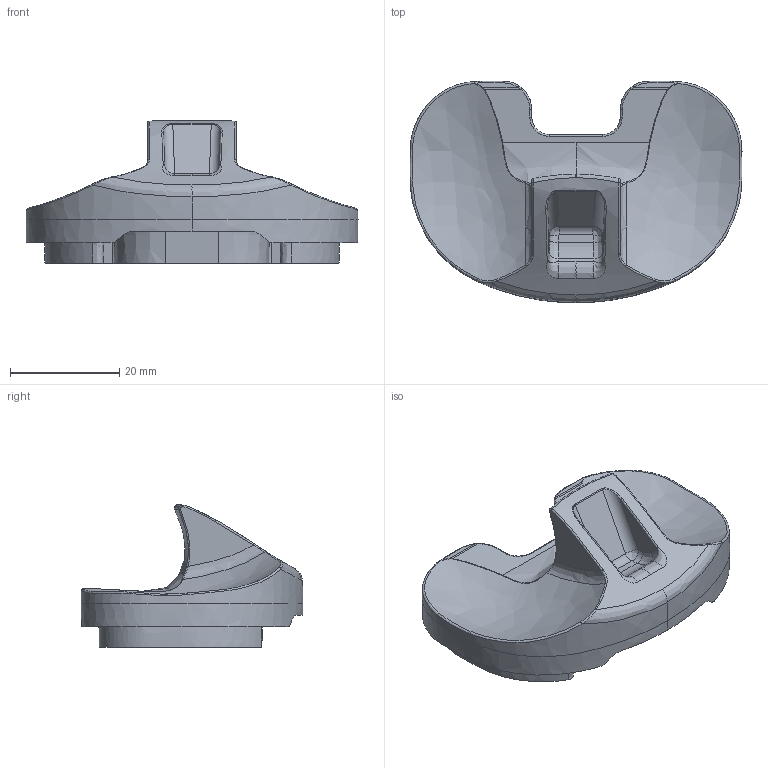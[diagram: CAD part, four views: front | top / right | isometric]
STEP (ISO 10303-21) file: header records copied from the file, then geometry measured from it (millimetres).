
FILE_DESCRIPTION((''),'2;1');
FILE_NAME('STB-1','2011-05-31T',('Administrator'),(''),'PRO/ENGINEER BY PARAMETRIC TECHNOLOGY CORPORATION, 2001280','PRO/ENGINEER BY PARAMETRIC TECHNOLOGY CORPORATION, 2001280','');
FILE_SCHEMA(('CONFIG_CONTROL_DESIGN'));
Length unit declared in the file: millimetre
Products named in the file (1): STB-1
Bounding box: 60.76 x 40.58 x 26.1 mm (x, y, z)
Volume: 12985.1 mm3; surface area: 7343 mm2
Topology: 1 solids, 1 shells, 165 faces, 413 edges, 251 vertices
Faces by surface type: bspline 81, plane 41, cylinder 26, cone 14, sphere 2, extrusion 1
Entity records: 12021 total; most frequent: CARTESIAN_POINT 8735, ORIENTED_EDGE 826, DIRECTION 450, EDGE_CURVE 413, VERTEX_POINT 251, B_SPLINE_CURVE_WITH_KNOTS 211, EDGE_LOOP 166, FACE_OUTER_BOUND 165
